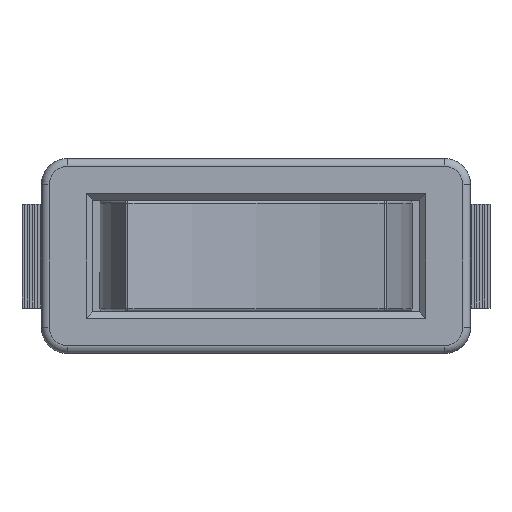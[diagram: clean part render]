
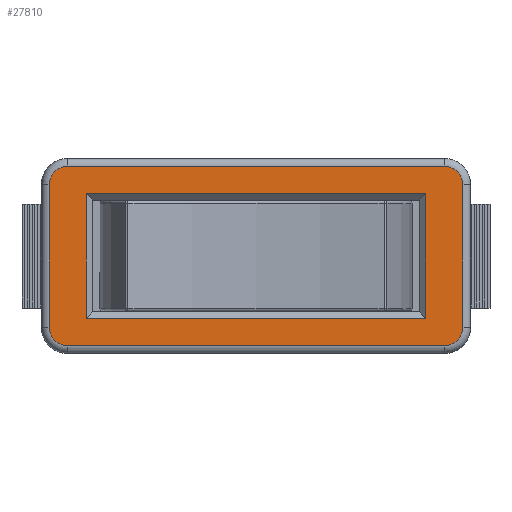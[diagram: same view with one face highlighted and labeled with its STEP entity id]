
A CAD part, top view. The second image highlights one B-rep face of the part: STEP entity #27810.
In plain terms, the highlighted planar face has unit normal (0, 0, 1).
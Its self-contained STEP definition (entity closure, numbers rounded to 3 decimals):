
#27562=CARTESIAN_POINT('',(-13.05,-4.8,19.));
#27563=VERTEX_POINT('',#27562);
#27570=CARTESIAN_POINT('',(13.05,-4.8,19.));
#27571=VERTEX_POINT('',#27570);
#27572=CARTESIAN_POINT('',(-13.05,-4.8,19.));
#27573=DIRECTION('',(1.0,0.0,0.0));
#27574=VECTOR('',#27573,26.1);
#27575=LINE('',#27572,#27574);
#27576=EDGE_CURVE('',#27563,#27571,#27575,.T.);
#27600=CARTESIAN_POINT('',(-13.05,4.8,19.));
#27601=VERTEX_POINT('',#27600);
#27608=CARTESIAN_POINT('',(-13.05,4.8,19.));
#27609=DIRECTION('',(0.0,-1.0,0.0));
#27610=VECTOR('',#27609,9.6);
#27611=LINE('',#27608,#27610);
#27612=EDGE_CURVE('',#27601,#27563,#27611,.T.);
#27631=CARTESIAN_POINT('',(13.05,4.8,19.));
#27632=VERTEX_POINT('',#27631);
#27639=CARTESIAN_POINT('',(13.05,4.8,19.));
#27640=DIRECTION('',(-1.0,0.0,0.0));
#27641=VECTOR('',#27640,26.1);
#27642=LINE('',#27639,#27641);
#27643=EDGE_CURVE('',#27632,#27601,#27642,.T.);
#27661=CARTESIAN_POINT('',(13.05,-4.8,19.));
#27662=DIRECTION('',(0.0,1.0,0.0));
#27663=VECTOR('',#27662,9.6);
#27664=LINE('',#27661,#27663);
#27665=EDGE_CURVE('',#27571,#27632,#27664,.T.);
#27729=CARTESIAN_POINT('',(0.,0.,19.));
#27730=DIRECTION('',(0.0,0.0,1.0));
#27731=DIRECTION('',(1.0,0.0,0.0));
#27732=AXIS2_PLACEMENT_3D('',#27729,#27730,#27731);
#27733=PLANE('',#27732);
#27734=CARTESIAN_POINT('',(-15.9,-5.5,19.));
#27735=VERTEX_POINT('',#27734);
#27736=CARTESIAN_POINT('',(-15.9,5.5,19.));
#27737=VERTEX_POINT('',#27736);
#27738=CARTESIAN_POINT('',(-15.9,-5.5,19.));
#27739=DIRECTION('',(0.0,1.0,0.0));
#27740=VECTOR('',#27739,11.0);
#27741=LINE('',#27738,#27740);
#27742=EDGE_CURVE('',#27735,#27737,#27741,.T.);
#27743=ORIENTED_EDGE('',*,*,#27742,.F.);
#27744=CARTESIAN_POINT('',(-14.5,-6.9,19.));
#27745=VERTEX_POINT('',#27744);
#27746=CARTESIAN_POINT('',(-14.5,-5.5,19.));
#27747=DIRECTION('',(0.,0.,-1.));
#27748=DIRECTION('',(-0.707,-0.707,0.));
#27749=AXIS2_PLACEMENT_3D('',#27746,#27747,#27748);
#27750=CIRCLE('',#27749,1.4);
#27751=EDGE_CURVE('',#27745,#27735,#27750,.T.);
#27752=ORIENTED_EDGE('',*,*,#27751,.F.);
#27753=CARTESIAN_POINT('',(14.5,-6.9,19.));
#27754=VERTEX_POINT('',#27753);
#27755=CARTESIAN_POINT('',(14.5,-6.9,19.));
#27756=DIRECTION('',(-1.0,0.0,0.0));
#27757=VECTOR('',#27756,29.0);
#27758=LINE('',#27755,#27757);
#27759=EDGE_CURVE('',#27754,#27745,#27758,.T.);
#27760=ORIENTED_EDGE('',*,*,#27759,.F.);
#27761=CARTESIAN_POINT('',(15.9,-5.5,19.));
#27762=VERTEX_POINT('',#27761);
#27763=CARTESIAN_POINT('',(14.5,-5.5,19.));
#27764=DIRECTION('',(0.,0.,-1.));
#27765=DIRECTION('',(0.707,-0.707,0.));
#27766=AXIS2_PLACEMENT_3D('',#27763,#27764,#27765);
#27767=CIRCLE('',#27766,1.4);
#27768=EDGE_CURVE('',#27762,#27754,#27767,.T.);
#27769=ORIENTED_EDGE('',*,*,#27768,.F.);
#27770=CARTESIAN_POINT('',(15.9,5.5,19.));
#27771=VERTEX_POINT('',#27770);
#27772=CARTESIAN_POINT('',(15.9,5.5,19.));
#27773=DIRECTION('',(0.0,-1.0,0.0));
#27774=VECTOR('',#27773,11.);
#27775=LINE('',#27772,#27774);
#27776=EDGE_CURVE('',#27771,#27762,#27775,.T.);
#27777=ORIENTED_EDGE('',*,*,#27776,.F.);
#27778=CARTESIAN_POINT('',(14.5,6.9,19.));
#27779=VERTEX_POINT('',#27778);
#27780=CARTESIAN_POINT('',(14.5,5.5,19.));
#27781=DIRECTION('',(0.,0.,-1.));
#27782=DIRECTION('',(0.707,0.707,0.));
#27783=AXIS2_PLACEMENT_3D('',#27780,#27781,#27782);
#27784=CIRCLE('',#27783,1.4);
#27785=EDGE_CURVE('',#27779,#27771,#27784,.T.);
#27786=ORIENTED_EDGE('',*,*,#27785,.F.);
#27787=CARTESIAN_POINT('',(-14.5,6.9,19.));
#27788=VERTEX_POINT('',#27787);
#27789=CARTESIAN_POINT('',(-14.5,6.9,19.));
#27790=DIRECTION('',(1.0,0.0,0.0));
#27791=VECTOR('',#27790,29.);
#27792=LINE('',#27789,#27791);
#27793=EDGE_CURVE('',#27788,#27779,#27792,.T.);
#27794=ORIENTED_EDGE('',*,*,#27793,.F.);
#27795=CARTESIAN_POINT('',(-14.5,5.5,19.));
#27796=DIRECTION('',(0.,0.,-1.0));
#27797=DIRECTION('',(-0.707,0.707,0.));
#27798=AXIS2_PLACEMENT_3D('',#27795,#27796,#27797);
#27799=CIRCLE('',#27798,1.4);
#27800=EDGE_CURVE('',#27737,#27788,#27799,.T.);
#27801=ORIENTED_EDGE('',*,*,#27800,.F.);
#27802=EDGE_LOOP('',(#27743,#27752,#27760,#27769,#27777,#27786,#27794,#27801));
#27803=FACE_OUTER_BOUND('',#27802,.T.);
#27804=ORIENTED_EDGE('',*,*,#27576,.F.);
#27805=ORIENTED_EDGE('',*,*,#27612,.F.);
#27806=ORIENTED_EDGE('',*,*,#27643,.F.);
#27807=ORIENTED_EDGE('',*,*,#27665,.F.);
#27808=EDGE_LOOP('',(#27804,#27805,#27806,#27807));
#27809=FACE_BOUND('',#27808,.T.);
#27810=ADVANCED_FACE('',(#27803,#27809),#27733,.T.);
